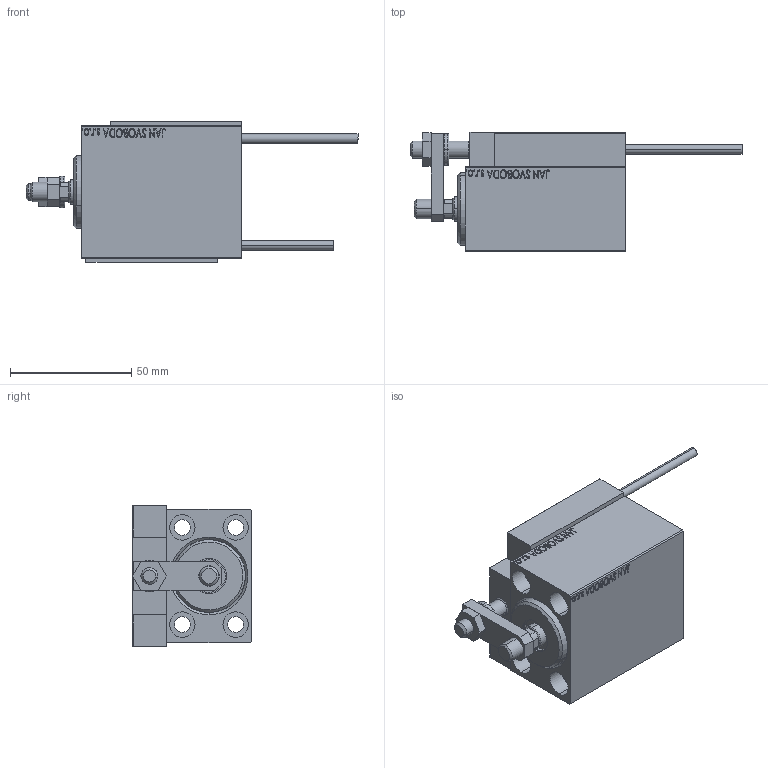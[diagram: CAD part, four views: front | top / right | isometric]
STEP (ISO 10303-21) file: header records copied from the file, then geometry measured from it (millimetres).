
FILE_DESCRIPTION (( 'STEP AP203' ), '1' );
FILE_NAME ('8e69.STEP', '2022-04-16T21:29:01', ( '' ), ( '' ), 'SwSTEP 2.0', 'SolidWorks 2019', '' );
FILE_SCHEMA (( 'CONFIG_CONTROL_DESIGN' ));
Length unit declared in the file: millimetre
Products named in the file (16): KONCOVKA 63e9f6b13b3b73c989c71a4dc172aa14; SWITCH X 63e9f6b13b3b73c989c71a4dc172aa14; ZARAZKA 63e9f6b13b3b73c989c71a4dc172aa14; V450CM_MALE_METRIC 63e9f6b13b3b73c989c71a4dc172aa14; V450CM_VC_B 63e9f6b13b3b73c989c71a4dc172aa14; V450CM_C_VCP 63e9f6b13b3b73c989c71a4dc172aa14; SWITCH DIM B,W 63e9f6b13b3b73c989c71a4dc172aa14; SWITCH_X_FRONT_BACK 63e9f6b13b3b73c989c71a4dc172aa14; V450CM_C_Body 63e9f6b13b3b73c989c71a4dc172aa14; Block 63e9f6b13b3b73c989c71a4dc172aa14; TYC_L79 63e9f6b13b3b73c989c71a4dc172aa14; 8e69; MAGNET 63e9f6b13b3b73c989c71a4dc172aa14; NUT_D12 63e9f6b13b3b73c989c71a4dc172aa14; ALLEN BOLT D5 63e9f6b13b3b73c989c71a4dc172aa14; ALLEN BOLT D8 63e9f6b13b3b73c989c71a4dc172aa14
Assembly tree (25 placements, depth 3):
  8e69
    V450CM_C_Body 63e9f6b13b3b73c989c71a4dc172aa14
    SWITCH X 63e9f6b13b3b73c989c71a4dc172aa14
      SWITCH_X_FRONT_BACK 63e9f6b13b3b73c989c71a4dc172aa14  x2
      TYC_L79 63e9f6b13b3b73c989c71a4dc172aa14
      Block 63e9f6b13b3b73c989c71a4dc172aa14  x2
      ALLEN BOLT D5 63e9f6b13b3b73c989c71a4dc172aa14  x4
      ALLEN BOLT D8 63e9f6b13b3b73c989c71a4dc172aa14  x4
      MAGNET 63e9f6b13b3b73c989c71a4dc172aa14  x2
      KONCOVKA 63e9f6b13b3b73c989c71a4dc172aa14  x2
    NUT_D12 63e9f6b13b3b73c989c71a4dc172aa14
    SWITCH DIM B,W 63e9f6b13b3b73c989c71a4dc172aa14
    ZARAZKA 63e9f6b13b3b73c989c71a4dc172aa14
    V450CM_C_VCP 63e9f6b13b3b73c989c71a4dc172aa14
    V450CM_VC_B 63e9f6b13b3b73c989c71a4dc172aa14
    V450CM_MALE_METRIC 63e9f6b13b3b73c989c71a4dc172aa14
Bounding box: 136.7 x 49 x 58 mm (x, y, z)
Volume: 153706 mm3; surface area: 52151.6 mm2
Topology: 24 solids, 24 shells, 1300 faces, 3101 edges, 1983 vertices
Faces by surface type: plane 566, bspline 380, cylinder 194, cone 110, torus 46, sphere 4
Entity records: 50777 total; most frequent: CARTESIAN_POINT 26022, ORIENTED_EDGE 5222, DIRECTION 3555, EDGE_CURVE 2611, VERTEX_POINT 1707, LINE 1495, VECTOR 1495, EDGE_LOOP 1214
